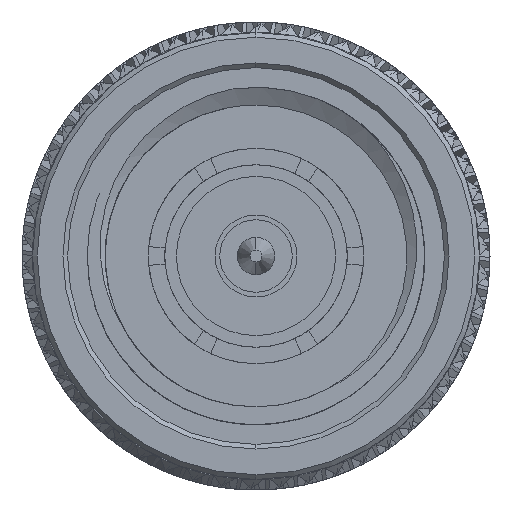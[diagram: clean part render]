
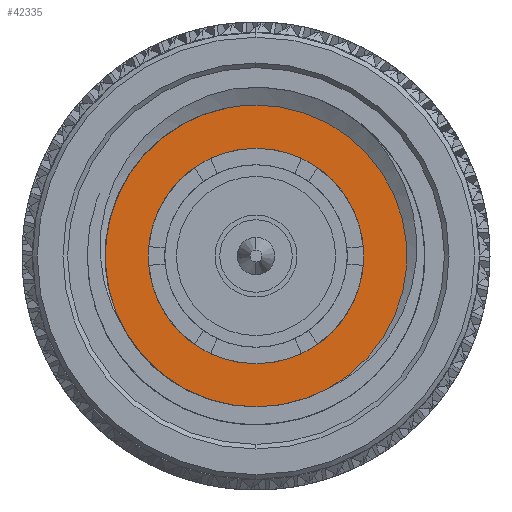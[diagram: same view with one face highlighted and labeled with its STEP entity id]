
A CAD part, front view. The second image highlights one B-rep face of the part: STEP entity #42335.
In plain terms, the highlighted face is planar.
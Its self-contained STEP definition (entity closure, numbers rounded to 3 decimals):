
#981 = PLANE ( 'NONE',  #14548 ) ;
#1779 = CIRCLE ( 'NONE', #47487, 4.6 ) ;
#2014 = CARTESIAN_POINT ( 'NONE',  ( 8., 0., 0. ) ) ;
#2367 = DIRECTION ( 'NONE',  ( -1., 0., 0. ) ) ;
#2528 = ORIENTED_EDGE ( 'NONE', *, *, #4145, .T. ) ;
#3277 = EDGE_CURVE ( 'NONE', #27100, #39680, #23934, .T. ) ;
#3901 = FACE_BOUND ( 'NONE', #39943, .T. ) ;
#4145 = EDGE_CURVE ( 'NONE', #33376, #11495, #47529, .T. ) ;
#5562 = CARTESIAN_POINT ( 'NONE',  ( 8., 8.35, 0. ) ) ;
#9773 = DIRECTION ( 'NONE',  ( 0., 0., 1. ) ) ;
#10192 = CARTESIAN_POINT ( 'NONE',  ( 8., 0., 0. ) ) ;
#10340 = CARTESIAN_POINT ( 'NONE',  ( 8., 0., 8.35 ) ) ;
#11206 = DIRECTION ( 'NONE',  ( -1., 0., 0. ) ) ;
#11495 = VERTEX_POINT ( 'NONE', #36412 ) ;
#12778 = EDGE_CURVE ( 'NONE', #11495, #33376, #1779, .T. ) ;
#14131 = ORIENTED_EDGE ( 'NONE', *, *, #19310, .F. ) ;
#14472 = ORIENTED_EDGE ( 'NONE', *, *, #3277, .F. ) ;
#14548 = AXIS2_PLACEMENT_3D ( 'NONE', #5562, #26963, #9773 ) ;
#16944 = CIRCLE ( 'NONE', #42021, 8.35 ) ;
#18013 = AXIS2_PLACEMENT_3D ( 'NONE', #40326, #11206, #53411 ) ;
#19310 = EDGE_CURVE ( 'NONE', #39680, #27100, #16944, .T. ) ;
#20900 = EDGE_LOOP ( 'NONE', ( #14131, #14472 ) ) ;
#22448 = DIRECTION ( 'NONE',  ( -1., 0., 0. ) ) ;
#23934 = CIRCLE ( 'NONE', #18013, 8.35 ) ;
#26783 = CARTESIAN_POINT ( 'NONE',  ( 8., 0., -4.6 ) ) ;
#26963 = DIRECTION ( 'NONE',  ( -1., 0., 0. ) ) ;
#27100 = VERTEX_POINT ( 'NONE', #54262 ) ;
#28627 = ORIENTED_EDGE ( 'NONE', *, *, #12778, .T. ) ;
#30688 = CARTESIAN_POINT ( 'NONE',  ( 8., 0., 0. ) ) ;
#31221 = DIRECTION ( 'NONE',  ( 0., 0., 1. ) ) ;
#33376 = VERTEX_POINT ( 'NONE', #26783 ) ;
#35637 = DIRECTION ( 'NONE',  ( -1., 0., 0. ) ) ;
#36412 = CARTESIAN_POINT ( 'NONE',  ( 8., 0., 4.6 ) ) ;
#39680 = VERTEX_POINT ( 'NONE', #10340 ) ;
#39943 = EDGE_LOOP ( 'NONE', ( #28627, #2528 ) ) ;
#40326 = CARTESIAN_POINT ( 'NONE',  ( 8., 0., 0. ) ) ;
#42021 = AXIS2_PLACEMENT_3D ( 'NONE', #2014, #2367, #52667 ) ;
#42335 = ADVANCED_FACE ( 'NONE', ( #47334, #3901 ), #981, .F. ) ;
#47334 = FACE_OUTER_BOUND ( 'NONE', #20900, .T. ) ;
#47487 = AXIS2_PLACEMENT_3D ( 'NONE', #30688, #22448, #31221 ) ;
#47529 = CIRCLE ( 'NONE', #47659, 4.6 ) ;
#47659 = AXIS2_PLACEMENT_3D ( 'NONE', #10192, #35637, #52053 ) ;
#52053 = DIRECTION ( 'NONE',  ( 0., 0., 1. ) ) ;
#52667 = DIRECTION ( 'NONE',  ( 0., 0., 1. ) ) ;
#53411 = DIRECTION ( 'NONE',  ( 0., 0., 1. ) ) ;
#54262 = CARTESIAN_POINT ( 'NONE',  ( 8., 0., -8.35 ) ) ;
